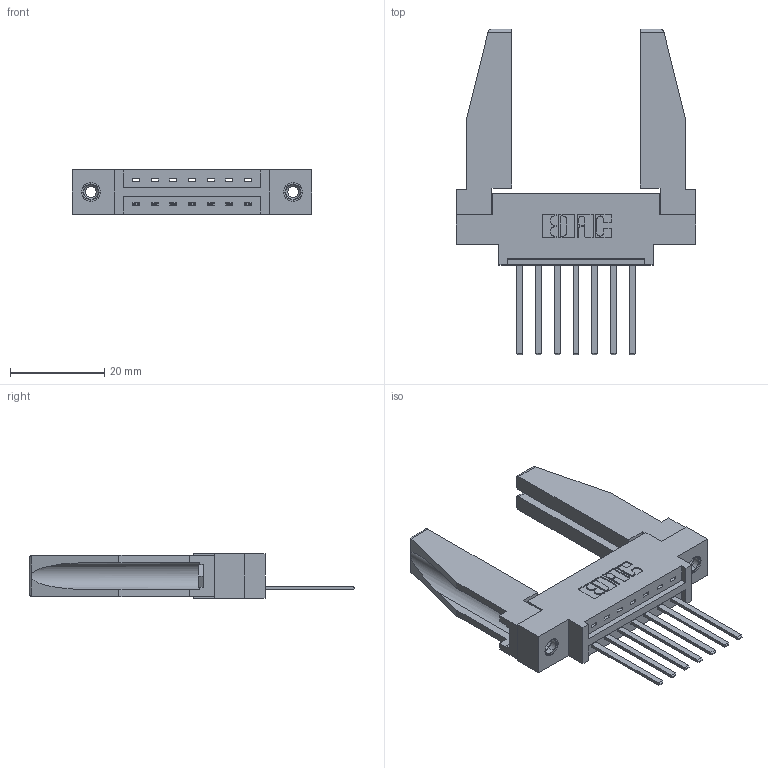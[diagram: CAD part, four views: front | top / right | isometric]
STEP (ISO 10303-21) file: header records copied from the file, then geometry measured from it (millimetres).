
FILE_DESCRIPTION (( 'STEP AP203' ), '1' );
FILE_NAME ('337-007-544-678.STEP', '2019-09-27T18:21:39', ( '' ), ( '' ), 'SwSTEP 2.0', 'SolidWorks 2016', '' );
FILE_SCHEMA (( 'CONFIG_CONTROL_DESIGN' ));
Length unit declared in the file: inch
Products named in the file (5): 337 Part_0.170 Offset - 0.156 Dia-TI; 307-220-078; 345-292-001_345-293-144; 345-250-001_345-250-001-102; 337-007-544-678
Assembly tree (12 placements, depth 2):
  337-007-544-678
    337 Part_0.170 Offset - 0.156 Dia-TI
    345-292-001_345-293-144  x7
    345-250-001_345-250-001-102  x2
    307-220-078  x2
Bounding box: 50.75 x 69.09 x 9.4 mm (x, y, z)
Volume: 8793.4 mm3; surface area: 8965.9 mm2
Topology: 12 solids, 12 shells, 640 faces, 1843 edges, 1210 vertices
Faces by surface type: plane 452, cylinder 172, cone 12, torus 4
Entity records: 12118 total; most frequent: CARTESIAN_POINT 2101, ORIENTED_EDGE 2000, DIRECTION 1846, EDGE_CURVE 1000, LINE 838, VECTOR 838, VERTEX_POINT 660, AXIS2_PLACEMENT_3D 504
